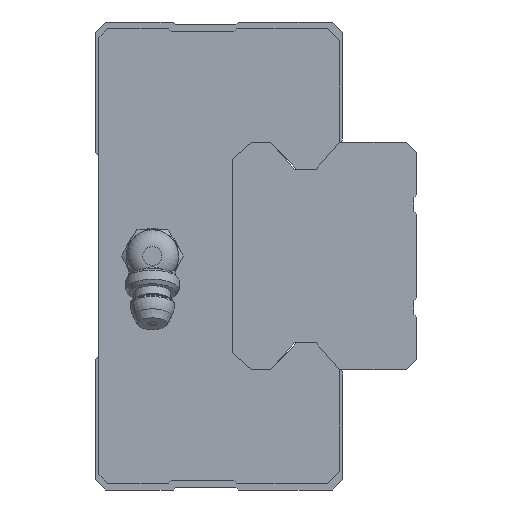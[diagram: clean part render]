
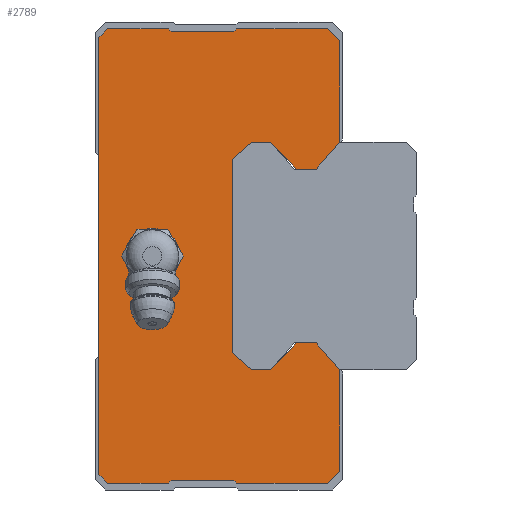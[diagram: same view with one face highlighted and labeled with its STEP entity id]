
A CAD part, left-side view. The second image highlights one B-rep face of the part: STEP entity #2789.
In plain terms, the highlighted planar face has unit normal (-1, 0, 0).
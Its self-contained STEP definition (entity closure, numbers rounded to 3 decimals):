
#565=ORIENTED_EDGE('',*,*,#1096,.F.);
#566=ORIENTED_EDGE('',*,*,#1131,.F.);
#567=ORIENTED_EDGE('',*,*,#1129,.F.);
#568=ORIENTED_EDGE('',*,*,#1127,.F.);
#569=ORIENTED_EDGE('',*,*,#1125,.F.);
#570=ORIENTED_EDGE('',*,*,#1123,.F.);
#571=ORIENTED_EDGE('',*,*,#1121,.F.);
#572=ORIENTED_EDGE('',*,*,#1119,.F.);
#573=ORIENTED_EDGE('',*,*,#1117,.F.);
#574=ORIENTED_EDGE('',*,*,#1115,.F.);
#575=ORIENTED_EDGE('',*,*,#1113,.F.);
#576=ORIENTED_EDGE('',*,*,#984,.F.);
#577=ORIENTED_EDGE('',*,*,#981,.F.);
#578=ORIENTED_EDGE('',*,*,#978,.F.);
#579=ORIENTED_EDGE('',*,*,#975,.F.);
#580=ORIENTED_EDGE('',*,*,#972,.F.);
#581=ORIENTED_EDGE('',*,*,#969,.F.);
#582=ORIENTED_EDGE('',*,*,#966,.F.);
#583=ORIENTED_EDGE('',*,*,#963,.F.);
#584=ORIENTED_EDGE('',*,*,#959,.F.);
#585=ORIENTED_EDGE('',*,*,#1112,.F.);
#586=ORIENTED_EDGE('',*,*,#1110,.F.);
#587=ORIENTED_EDGE('',*,*,#1108,.F.);
#588=ORIENTED_EDGE('',*,*,#1106,.F.);
#589=ORIENTED_EDGE('',*,*,#1104,.F.);
#590=ORIENTED_EDGE('',*,*,#1102,.F.);
#591=ORIENTED_EDGE('',*,*,#1100,.F.);
#592=ORIENTED_EDGE('',*,*,#1098,.F.);
#593=ORIENTED_EDGE('',*,*,#1132,.T.);
#594=ORIENTED_EDGE('',*,*,#1133,.T.);
#595=ORIENTED_EDGE('',*,*,#1134,.T.);
#596=ORIENTED_EDGE('',*,*,#1135,.T.);
#597=ORIENTED_EDGE('',*,*,#1136,.T.);
#598=ORIENTED_EDGE('',*,*,#1137,.T.);
#959=EDGE_CURVE('',#1335,#1336,#1596,.T.);
#963=EDGE_CURVE('',#1336,#1339,#1600,.T.);
#966=EDGE_CURVE('',#1339,#1341,#1603,.T.);
#969=EDGE_CURVE('',#1341,#1343,#1606,.T.);
#972=EDGE_CURVE('',#1343,#1345,#1609,.T.);
#975=EDGE_CURVE('',#1345,#1347,#1612,.T.);
#978=EDGE_CURVE('',#1347,#1349,#1615,.T.);
#981=EDGE_CURVE('',#1349,#1351,#1618,.T.);
#984=EDGE_CURVE('',#1351,#1353,#1621,.T.);
#1096=EDGE_CURVE('',#1423,#1424,#1720,.T.);
#1098=EDGE_CURVE('',#1424,#1425,#1722,.T.);
#1100=EDGE_CURVE('',#1425,#1426,#1724,.T.);
#1102=EDGE_CURVE('',#1426,#1427,#1726,.T.);
#1104=EDGE_CURVE('',#1427,#1428,#1728,.T.);
#1106=EDGE_CURVE('',#1428,#1429,#1730,.T.);
#1108=EDGE_CURVE('',#1429,#1430,#1732,.T.);
#1110=EDGE_CURVE('',#1430,#1431,#1734,.T.);
#1112=EDGE_CURVE('',#1431,#1335,#1736,.T.);
#1113=EDGE_CURVE('',#1353,#1432,#1737,.T.);
#1115=EDGE_CURVE('',#1432,#1433,#1739,.T.);
#1117=EDGE_CURVE('',#1433,#1434,#1741,.T.);
#1119=EDGE_CURVE('',#1434,#1435,#1743,.T.);
#1121=EDGE_CURVE('',#1435,#1436,#1745,.T.);
#1123=EDGE_CURVE('',#1436,#1437,#1747,.T.);
#1125=EDGE_CURVE('',#1437,#1438,#1749,.T.);
#1127=EDGE_CURVE('',#1438,#1439,#1751,.T.);
#1129=EDGE_CURVE('',#1439,#1440,#1753,.T.);
#1131=EDGE_CURVE('',#1440,#1423,#1755,.T.);
#1132=EDGE_CURVE('',#1441,#1442,#1756,.T.);
#1133=EDGE_CURVE('',#1442,#1443,#1757,.T.);
#1134=EDGE_CURVE('',#1443,#1444,#1758,.T.);
#1135=EDGE_CURVE('',#1444,#1445,#1759,.T.);
#1136=EDGE_CURVE('',#1445,#1446,#1760,.T.);
#1137=EDGE_CURVE('',#1446,#1441,#1761,.T.);
#1335=VERTEX_POINT('',#3992);
#1336=VERTEX_POINT('',#3994);
#1339=VERTEX_POINT('',#4002);
#1341=VERTEX_POINT('',#4008);
#1343=VERTEX_POINT('',#4014);
#1345=VERTEX_POINT('',#4020);
#1347=VERTEX_POINT('',#4026);
#1349=VERTEX_POINT('',#4032);
#1351=VERTEX_POINT('',#4038);
#1353=VERTEX_POINT('',#4044);
#1423=VERTEX_POINT('',#4278);
#1424=VERTEX_POINT('',#4280);
#1425=VERTEX_POINT('',#4284);
#1426=VERTEX_POINT('',#4288);
#1427=VERTEX_POINT('',#4292);
#1428=VERTEX_POINT('',#4296);
#1429=VERTEX_POINT('',#4300);
#1430=VERTEX_POINT('',#4304);
#1431=VERTEX_POINT('',#4308);
#1432=VERTEX_POINT('',#4314);
#1433=VERTEX_POINT('',#4318);
#1434=VERTEX_POINT('',#4322);
#1435=VERTEX_POINT('',#4326);
#1436=VERTEX_POINT('',#4330);
#1437=VERTEX_POINT('',#4334);
#1438=VERTEX_POINT('',#4338);
#1439=VERTEX_POINT('',#4342);
#1440=VERTEX_POINT('',#4346);
#1441=VERTEX_POINT('',#4352);
#1442=VERTEX_POINT('',#4353);
#1443=VERTEX_POINT('',#4355);
#1444=VERTEX_POINT('',#4357);
#1445=VERTEX_POINT('',#4359);
#1446=VERTEX_POINT('',#4361);
#1596=LINE('',#3993,#1916);
#1600=LINE('',#4001,#1920);
#1603=LINE('',#4007,#1923);
#1606=LINE('',#4013,#1926);
#1609=LINE('',#4019,#1929);
#1612=LINE('',#4025,#1932);
#1615=LINE('',#4031,#1935);
#1618=LINE('',#4037,#1938);
#1621=LINE('',#4043,#1941);
#1720=LINE('',#4279,#2040);
#1722=LINE('',#4283,#2042);
#1724=LINE('',#4287,#2044);
#1726=LINE('',#4291,#2046);
#1728=LINE('',#4295,#2048);
#1730=LINE('',#4299,#2050);
#1732=LINE('',#4303,#2052);
#1734=LINE('',#4307,#2054);
#1736=LINE('',#4311,#2056);
#1737=LINE('',#4313,#2057);
#1739=LINE('',#4317,#2059);
#1741=LINE('',#4321,#2061);
#1743=LINE('',#4325,#2063);
#1745=LINE('',#4329,#2065);
#1747=LINE('',#4333,#2067);
#1749=LINE('',#4337,#2069);
#1751=LINE('',#4341,#2071);
#1753=LINE('',#4345,#2073);
#1755=LINE('',#4349,#2075);
#1756=LINE('',#4351,#2076);
#1757=LINE('',#4354,#2077);
#1758=LINE('',#4356,#2078);
#1759=LINE('',#4358,#2079);
#1760=LINE('',#4360,#2080);
#1761=LINE('',#4362,#2081);
#1916=VECTOR('',#3176,1000.);
#1920=VECTOR('',#3182,1000.);
#1923=VECTOR('',#3187,1000.);
#1926=VECTOR('',#3192,1000.);
#1929=VECTOR('',#3197,1000.);
#1932=VECTOR('',#3202,1000.);
#1935=VECTOR('',#3207,1000.);
#1938=VECTOR('',#3212,1000.);
#1941=VECTOR('',#3217,1000.);
#2040=VECTOR('',#3448,1000.);
#2042=VECTOR('',#3452,1000.);
#2044=VECTOR('',#3456,1000.);
#2046=VECTOR('',#3460,1000.);
#2048=VECTOR('',#3464,1000.);
#2050=VECTOR('',#3468,1000.);
#2052=VECTOR('',#3472,1000.);
#2054=VECTOR('',#3476,1000.);
#2056=VECTOR('',#3480,1000.);
#2057=VECTOR('',#3483,1000.);
#2059=VECTOR('',#3487,1000.);
#2061=VECTOR('',#3491,1000.);
#2063=VECTOR('',#3495,1000.);
#2065=VECTOR('',#3499,1000.);
#2067=VECTOR('',#3503,1000.);
#2069=VECTOR('',#3507,1000.);
#2071=VECTOR('',#3511,1000.);
#2073=VECTOR('',#3515,1000.);
#2075=VECTOR('',#3519,1000.);
#2076=VECTOR('',#3522,1000.);
#2077=VECTOR('',#3523,1000.);
#2078=VECTOR('',#3524,1000.);
#2079=VECTOR('',#3525,1000.);
#2080=VECTOR('',#3526,1000.);
#2081=VECTOR('',#3527,1000.);
#2282=EDGE_LOOP('',(#565,#566,#567,#568,#569,#570,#571,#572,#573,#574,#575,
#576,#577,#578,#579,#580,#581,#582,#583,#584,#585,#586,#587,#588,#589,#590,
#591,#592));
#2283=EDGE_LOOP('',(#593,#594,#595,#596,#597,#598));
#2479=FACE_BOUND('',#2282,.T.);
#2480=FACE_BOUND('',#2283,.T.);
#2650=PLANE('',#2991);
#2789=ADVANCED_FACE('',(#2479,#2480),#2650,.F.);
#2991=AXIS2_PLACEMENT_3D('',#4350,#3520,#3521);
#3176=DIRECTION('',(0.,1.,0.));
#3182=DIRECTION('',(0.,0.689,0.725));
#3187=DIRECTION('',(0.,1.,0.));
#3192=DIRECTION('',(0.,0.752,-0.659));
#3197=DIRECTION('',(0.,0.,-1.));
#3202=DIRECTION('',(0.,-0.752,-0.659));
#3207=DIRECTION('',(0.,-1.,0.));
#3212=DIRECTION('',(0.,-0.689,0.725));
#3217=DIRECTION('',(0.,-1.,0.));
#3448=DIRECTION('',(0.,-0.707,0.707));
#3452=DIRECTION('',(0.,-1.,0.));
#3456=DIRECTION('',(0.,-0.707,-0.707));
#3460=DIRECTION('',(0.,-1.,0.));
#3464=DIRECTION('',(0.,-0.707,0.707));
#3468=DIRECTION('',(0.,-1.,0.));
#3472=DIRECTION('',(0.,-0.707,-0.707));
#3476=DIRECTION('',(0.,0.,-1.));
#3480=DIRECTION('',(0.,0.659,-0.753));
#3483=DIRECTION('',(0.,-0.659,-0.753));
#3487=DIRECTION('',(0.,0.,-1.));
#3491=DIRECTION('',(0.,0.707,-0.707));
#3495=DIRECTION('',(0.,1.,0.));
#3499=DIRECTION('',(0.,0.707,0.707));
#3503=DIRECTION('',(0.,1.,0.));
#3507=DIRECTION('',(0.,0.707,-0.707));
#3511=DIRECTION('',(0.,1.,0.));
#3515=DIRECTION('',(0.,0.707,0.707));
#3519=DIRECTION('',(0.,0.,1.));
#3520=DIRECTION('',(1.,0.,0.));
#3521=DIRECTION('',(0.,0.,-1.));
#3522=DIRECTION('',(0.,1.,0.));
#3523=DIRECTION('',(0.,0.5,0.866));
#3524=DIRECTION('',(0.,-0.5,0.866));
#3525=DIRECTION('',(0.,-1.,0.));
#3526=DIRECTION('',(0.,-0.5,-0.866));
#3527=DIRECTION('',(0.,0.5,-0.866));
#3992=CARTESIAN_POINT('',(-53.25,-33.,13.));
#3993=CARTESIAN_POINT('',(-53.25,-33.,13.));
#3994=CARTESIAN_POINT('',(-53.25,-30.,13.));
#4001=CARTESIAN_POINT('',(-53.25,-30.,13.));
#4002=CARTESIAN_POINT('',(-53.25,-26.2,17.));
#4007=CARTESIAN_POINT('',(-53.25,-26.2,17.));
#4008=CARTESIAN_POINT('',(-53.25,-23.35,17.));
#4013=CARTESIAN_POINT('',(-53.25,-23.35,17.));
#4014=CARTESIAN_POINT('',(-53.25,-20.5,14.5));
#4019=CARTESIAN_POINT('',(-53.25,-20.5,14.5));
#4020=CARTESIAN_POINT('',(-53.25,-20.5,-14.5));
#4025=CARTESIAN_POINT('',(-53.25,-20.5,-14.5));
#4026=CARTESIAN_POINT('',(-53.25,-23.35,-17.));
#4031=CARTESIAN_POINT('',(-53.25,-23.35,-17.));
#4032=CARTESIAN_POINT('',(-53.25,-26.2,-17.));
#4037=CARTESIAN_POINT('',(-53.25,-26.2,-17.));
#4038=CARTESIAN_POINT('',(-53.25,-30.,-13.));
#4043=CARTESIAN_POINT('',(-53.25,-30.,-13.));
#4044=CARTESIAN_POINT('',(-53.25,-33.,-13.));
#4278=CARTESIAN_POINT('',(-53.25,-0.5,32.7));
#4279=CARTESIAN_POINT('',(-53.25,-0.5,32.7));
#4280=CARTESIAN_POINT('',(-53.25,-1.8,34.));
#4283=CARTESIAN_POINT('',(-53.25,-1.8,34.));
#4284=CARTESIAN_POINT('',(-53.25,-10.89,34.));
#4287=CARTESIAN_POINT('',(-53.25,-10.89,34.));
#4288=CARTESIAN_POINT('',(-53.25,-11.29,33.6));
#4291=CARTESIAN_POINT('',(-53.25,-11.29,33.6));
#4292=CARTESIAN_POINT('',(-53.25,-20.7,33.6));
#4295=CARTESIAN_POINT('',(-53.25,-20.7,33.6));
#4296=CARTESIAN_POINT('',(-53.25,-21.1,34.));
#4299=CARTESIAN_POINT('',(-53.25,-21.1,34.));
#4300=CARTESIAN_POINT('',(-53.25,-34.7,34.));
#4303=CARTESIAN_POINT('',(-53.25,-34.7,34.));
#4304=CARTESIAN_POINT('',(-53.25,-36.5,32.2));
#4307=CARTESIAN_POINT('',(-53.25,-36.5,32.2));
#4308=CARTESIAN_POINT('',(-53.25,-36.5,17.));
#4311=CARTESIAN_POINT('',(-53.25,-36.5,17.));
#4313=CARTESIAN_POINT('',(-53.25,-33.,-13.));
#4314=CARTESIAN_POINT('',(-53.25,-36.5,-17.));
#4317=CARTESIAN_POINT('',(-53.25,-36.5,-17.));
#4318=CARTESIAN_POINT('',(-53.25,-36.5,-32.2));
#4321=CARTESIAN_POINT('',(-53.25,-36.5,-32.2));
#4322=CARTESIAN_POINT('',(-53.25,-34.7,-34.));
#4325=CARTESIAN_POINT('',(-53.25,-34.7,-34.));
#4326=CARTESIAN_POINT('',(-53.25,-21.1,-34.));
#4329=CARTESIAN_POINT('',(-53.25,-21.1,-34.));
#4330=CARTESIAN_POINT('',(-53.25,-20.7,-33.6));
#4333=CARTESIAN_POINT('',(-53.25,-20.7,-33.6));
#4334=CARTESIAN_POINT('',(-53.25,-11.29,-33.6));
#4337=CARTESIAN_POINT('',(-53.25,-11.29,-33.6));
#4338=CARTESIAN_POINT('',(-53.25,-10.89,-34.));
#4341=CARTESIAN_POINT('',(-53.25,-10.89,-34.));
#4342=CARTESIAN_POINT('',(-53.25,-1.8,-34.));
#4345=CARTESIAN_POINT('',(-53.25,-1.8,-34.));
#4346=CARTESIAN_POINT('',(-53.25,-0.5,-32.7));
#4349=CARTESIAN_POINT('',(-53.25,-0.5,-32.7));
#4350=CARTESIAN_POINT('',(-53.25,0.,0.));
#4351=CARTESIAN_POINT('',(-53.25,-10.809,-4.));
#4352=CARTESIAN_POINT('',(-53.25,-10.809,-4.));
#4353=CARTESIAN_POINT('',(-53.25,-6.191,-4.));
#4354=CARTESIAN_POINT('',(-53.25,-6.191,-4.));
#4355=CARTESIAN_POINT('',(-53.25,-3.881,0.));
#4356=CARTESIAN_POINT('',(-53.25,-3.881,0.));
#4357=CARTESIAN_POINT('',(-53.25,-6.191,4.));
#4358=CARTESIAN_POINT('',(-53.25,-6.191,4.));
#4359=CARTESIAN_POINT('',(-53.25,-10.809,4.));
#4360=CARTESIAN_POINT('',(-53.25,-10.809,4.));
#4361=CARTESIAN_POINT('',(-53.25,-13.119,0.));
#4362=CARTESIAN_POINT('',(-53.25,-13.119,0.));
